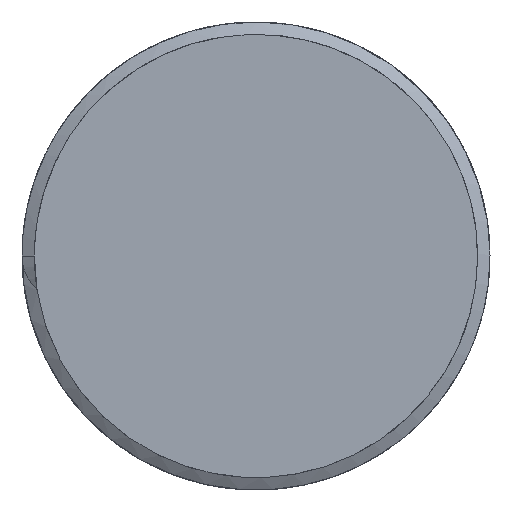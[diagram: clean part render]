
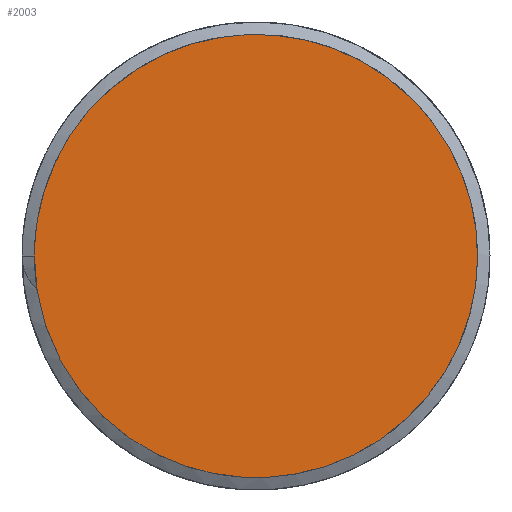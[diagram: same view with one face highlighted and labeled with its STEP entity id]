
A CAD part, left-side view. The second image highlights one B-rep face of the part: STEP entity #2003.
In plain terms, the highlighted free-form (B-spline) face has degree [1, 1] with [2, 2] control points.
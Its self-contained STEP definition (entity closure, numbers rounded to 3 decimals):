
#1982=CARTESIAN_POINT('',(0.,-41.7,41.7));
#1983=CARTESIAN_POINT('',(0.,-41.7,-41.7));
#1984=CARTESIAN_POINT('',(0.,41.7,41.7));
#1985=CARTESIAN_POINT('',(0.,41.7,-41.7));
#1986=B_SPLINE_SURFACE_WITH_KNOTS('',1,1,((#1982,#1983),(#1984,#1985)),.PLANE_SURF.,.F.,.F.,.U.,(2,2),(2,2),(-1.,2.),(-1.,2.),.UNSPECIFIED.);
#1987=CARTESIAN_POINT('',(0.,13.9,0.));
#1988=VERTEX_POINT('',#1987);
#1989=CARTESIAN_POINT('',(0.,13.9,0.));
#1990=CARTESIAN_POINT('',(0.,13.9,-13.9));
#1991=CARTESIAN_POINT('',(0.,0.,-13.9));
#1992=CARTESIAN_POINT('',(0.,-13.9,-13.9));
#1993=CARTESIAN_POINT('',(0.,-13.9,0.));
#1994=CARTESIAN_POINT('',(0.,-13.9,13.9));
#1995=CARTESIAN_POINT('',(0.,0.,13.9));
#1996=CARTESIAN_POINT('',(0.,13.9,13.9));
#1997=CARTESIAN_POINT('',(0.,13.9,0.));
#1998=(BOUNDED_CURVE()B_SPLINE_CURVE(2,(#1989,#1990,#1991,#1992,#1993,#1994,#1995,#1996,#1997),.CIRCULAR_ARC.,.T.,.U.)B_SPLINE_CURVE_WITH_KNOTS((3,2,2,2,3),(0.,0.25,0.5,0.75,1.),.UNSPECIFIED.)CURVE()GEOMETRIC_REPRESENTATION_ITEM()RATIONAL_B_SPLINE_CURVE((1.,0.707,1.,0.707,1.,0.707,1.,0.707,1.))REPRESENTATION_ITEM(''));
#1999=EDGE_CURVE('',#1988,#1988,#1998,.T.);
#2000=ORIENTED_EDGE('',*,*,#1999,.T.);
#2001=EDGE_LOOP('',(#2000));
#2002=FACE_OUTER_BOUND('',#2001,.T.);
#2003=ADVANCED_FACE('',(#2002),#1986,.T.);
